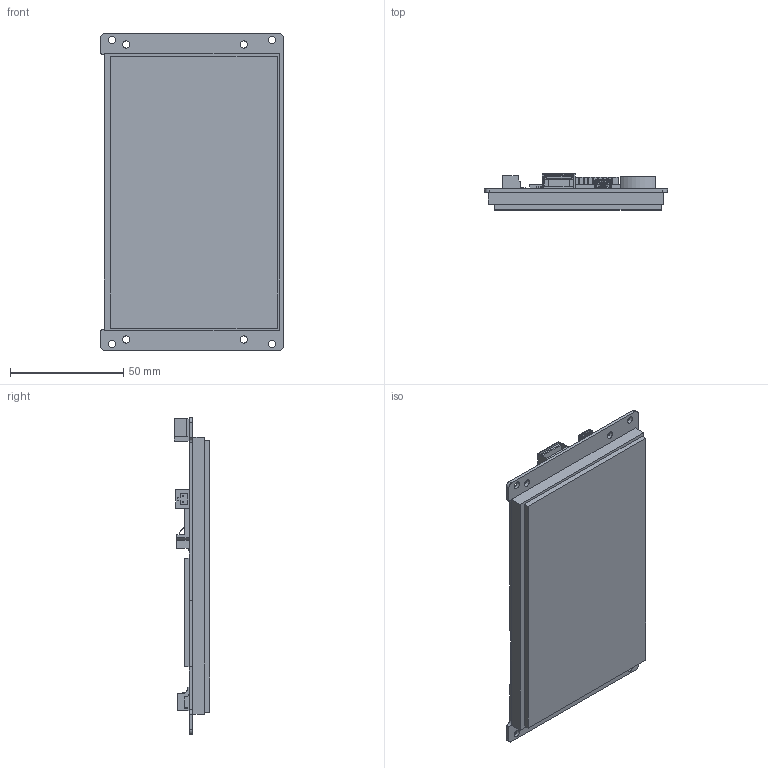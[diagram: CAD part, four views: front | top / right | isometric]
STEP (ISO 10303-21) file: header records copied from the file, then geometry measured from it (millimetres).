
FILE_DESCRIPTION(/* description */ (''),/* implementation_level */ '2;1');
FILE_NAME(/* name */ 'Display P48272V50C_T01+.stp',/* time_stamp */ '2020-02-27T13:51:57-03:00',/* author */ ('Reservaa'),/* organization */ (''),/* preprocessor_version */ 'ST-DEVELOPER v17',/* originating_system */ 'Autodesk Inventor 2019',/* authorisation */ '');
FILE_SCHEMA (('AUTOMOTIVE_DESIGN { 1 0 10303 214 3 1 1 }'));
Length unit declared in the file: millimetre
Products named in the file (14): Display P48272V50C_T07; Placa; Processador 7.0; Tela; Vidro da tela; 60488; 60488_01; 60488_02; 60488_03; User Library-USB-Mini-B; 8cm de largura; USB connector menor; Componente de Audio TERMINAR; 10 pinos
Assembly tree (13 placements, depth 3):
  Display P48272V50C_T07
    Placa
    Processador 7.0
    Tela
    Vidro da tela
    60488
      60488_01
      60488_02
      60488_03
    User Library-USB-Mini-B
    8cm de largura
    USB connector menor
    Componente de Audio TERMINAR
    10 pinos
Bounding box: 80.9 x 15.8 x 140 mm (x, y, z)
Volume: 90428.4 mm3; surface area: 71688.8 mm2
Topology: 17 solids, 17 shells, 1050 faces, 2850 edges, 1826 vertices
Faces by surface type: plane 888, cylinder 132, bspline 22, cone 8
Full cylindrical faces by diameter (mm): 3.2 x8
Entity records: 34061 total; most frequent: CARTESIAN_POINT 6605, ORIENTED_EDGE 5700, DIRECTION 5206, EDGE_CURVE 2850, LINE 2512, VECTOR 2512, VERTEX_POINT 1826, AXIS2_PLACEMENT_3D 1347
